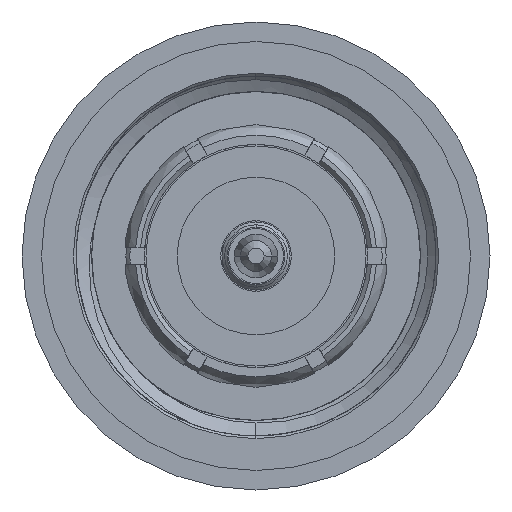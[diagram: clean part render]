
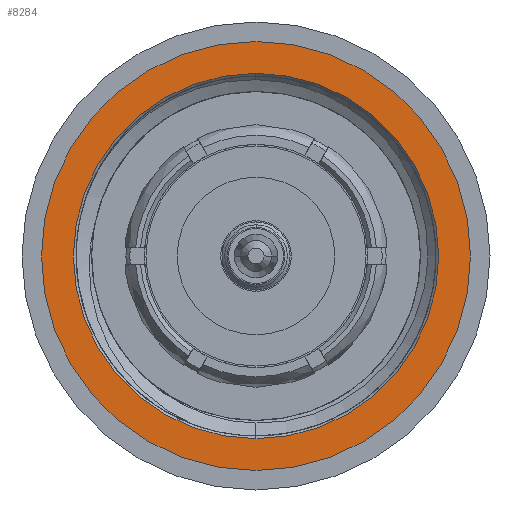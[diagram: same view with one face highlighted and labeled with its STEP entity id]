
A CAD part, front view. The second image highlights one B-rep face of the part: STEP entity #8284.
In plain terms, the highlighted face is planar.
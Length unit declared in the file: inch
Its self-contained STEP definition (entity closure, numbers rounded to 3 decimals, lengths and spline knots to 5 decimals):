
#225 = AXIS2_PLACEMENT_3D ( 'NONE', #5620, #8052, #6628 ) ;
#254 = DIRECTION ( 'NONE',  ( 0., 0., -1. ) ) ;
#658 = VERTEX_POINT ( 'NONE', #2118 ) ;
#880 = VERTEX_POINT ( 'NONE', #5150 ) ;
#921 = EDGE_CURVE ( 'NONE', #5577, #880, #5739, .T. ) ;
#937 = PLANE ( 'NONE',  #3084 ) ;
#1442 = ORIENTED_EDGE ( 'NONE', *, *, #4793, .F. ) ;
#1748 = VERTEX_POINT ( 'NONE', #1999 ) ;
#1815 = CIRCLE ( 'NONE', #5640, 0.2225 ) ;
#1999 = CARTESIAN_POINT ( 'NONE',  ( 0., 0.305, -0.0825 ) ) ;
#2118 = CARTESIAN_POINT ( 'NONE',  ( 0., 0.305, -0.5275 ) ) ;
#2120 = FACE_BOUND ( 'NONE', #4255, .T. ) ;
#2952 = AXIS2_PLACEMENT_3D ( 'NONE', #5060, #7855, #5785 ) ;
#2996 = FACE_OUTER_BOUND ( 'NONE', #3457, .T. ) ;
#3084 = AXIS2_PLACEMENT_3D ( 'NONE', #3551, #6534, #254 ) ;
#3457 = EDGE_LOOP ( 'NONE', ( #4810, #3515 ) ) ;
#3515 = ORIENTED_EDGE ( 'NONE', *, *, #921, .T. ) ;
#3551 = CARTESIAN_POINT ( 'NONE',  ( 0., 0.00107, -0.00132 ) ) ;
#4255 = EDGE_LOOP ( 'NONE', ( #1442, #5905 ) ) ;
#4477 = EDGE_CURVE ( 'NONE', #658, #1748, #7071, .T. ) ;
#4793 = EDGE_CURVE ( 'NONE', #1748, #658, #1815, .T. ) ;
#4810 = ORIENTED_EDGE ( 'NONE', *, *, #6511, .T. ) ;
#5060 = CARTESIAN_POINT ( 'NONE',  ( 0., 0.305, -0.305 ) ) ;
#5150 = CARTESIAN_POINT ( 'NONE',  ( 0., 0.305, -0.04375 ) ) ;
#5577 = VERTEX_POINT ( 'NONE', #7971 ) ;
#5620 = CARTESIAN_POINT ( 'NONE',  ( 0., 0.305, -0.305 ) ) ;
#5640 = AXIS2_PLACEMENT_3D ( 'NONE', #9018, #7470, #8264 ) ;
#5739 = CIRCLE ( 'NONE', #2952, 0.26125 ) ;
#5785 = DIRECTION ( 'NONE',  ( 0., 0., 1. ) ) ;
#5905 = ORIENTED_EDGE ( 'NONE', *, *, #4477, .F. ) ;
#6009 = DIRECTION ( 'NONE',  ( 0., 0., 1. ) ) ;
#6511 = EDGE_CURVE ( 'NONE', #880, #5577, #7978, .T. ) ;
#6534 = DIRECTION ( 'NONE',  ( 1., 0., 0. ) ) ;
#6628 = DIRECTION ( 'NONE',  ( 0., 0., 1. ) ) ;
#6843 = CARTESIAN_POINT ( 'NONE',  ( 0., 0.305, -0.305 ) ) ;
#7071 = CIRCLE ( 'NONE', #8685, 0.2225 ) ;
#7470 = DIRECTION ( 'NONE',  ( -1., 0., 0. ) ) ;
#7855 = DIRECTION ( 'NONE',  ( -1., 0., 0. ) ) ;
#7971 = CARTESIAN_POINT ( 'NONE',  ( 0., 0.305, -0.56625 ) ) ;
#7978 = CIRCLE ( 'NONE', #225, 0.26125 ) ;
#8052 = DIRECTION ( 'NONE',  ( -1., 0., 0. ) ) ;
#8264 = DIRECTION ( 'NONE',  ( 0., 0., 1. ) ) ;
#8284 = ADVANCED_FACE ( 'NONE', ( #2120, #2996 ), #937, .F. ) ;
#8685 = AXIS2_PLACEMENT_3D ( 'NONE', #6843, #9022, #6009 ) ;
#9018 = CARTESIAN_POINT ( 'NONE',  ( 0., 0.305, -0.305 ) ) ;
#9022 = DIRECTION ( 'NONE',  ( -1., 0., 0. ) ) ;
